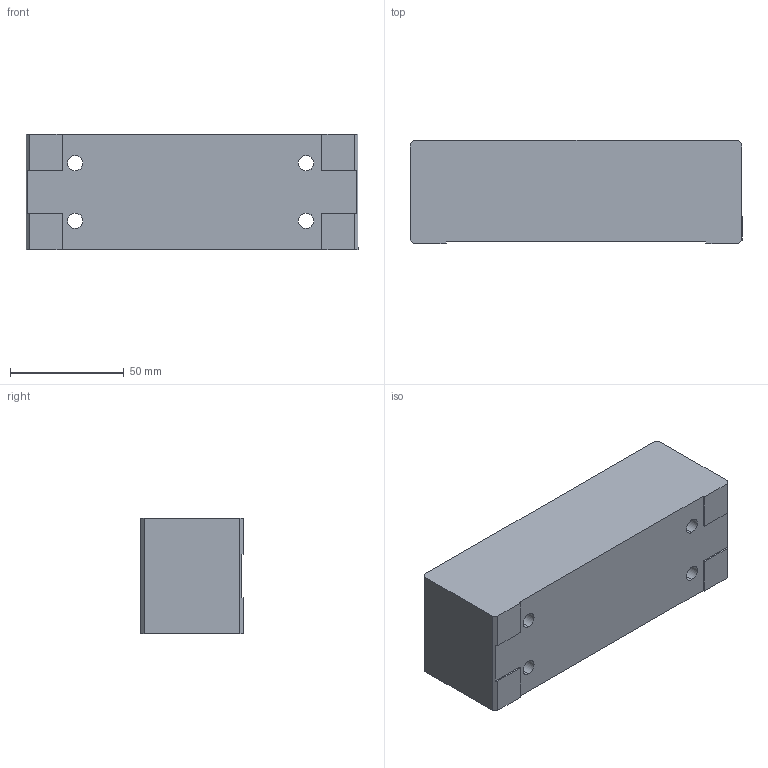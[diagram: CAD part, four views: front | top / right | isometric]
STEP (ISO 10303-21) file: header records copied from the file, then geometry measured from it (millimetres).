
FILE_DESCRIPTION (( 'STEP AP203' ), '1' );
FILE_NAME ('D1700065-v5 y-003.STEP', '2025-10-21T23:18:32', ( '' ), ( '' ), 'SwSTEP 2.0', 'SolidWorks 2025', '' );
FILE_SCHEMA (( 'CONFIG_CONTROL_DESIGN' ));
Length unit declared in the file: inch
Products named in the file (1): D1700065-v5 y-003
Bounding box: 146.05 x 45.34 x 50.8 mm (x, y, z)
Volume: 317142 mm3; surface area: 38151.4 mm2
Topology: 1 solids, 1 shells, 54 faces, 136 edges, 86 vertices
Faces by surface type: plane 26, cylinder 20, cone 8
Entity records: 1687 total; most frequent: DIRECTION 286, CARTESIAN_POINT 273, ORIENTED_EDGE 264, EDGE_CURVE 132, AXIS2_PLACEMENT_3D 99, LINE 88, VECTOR 88, VERTEX_POINT 86
